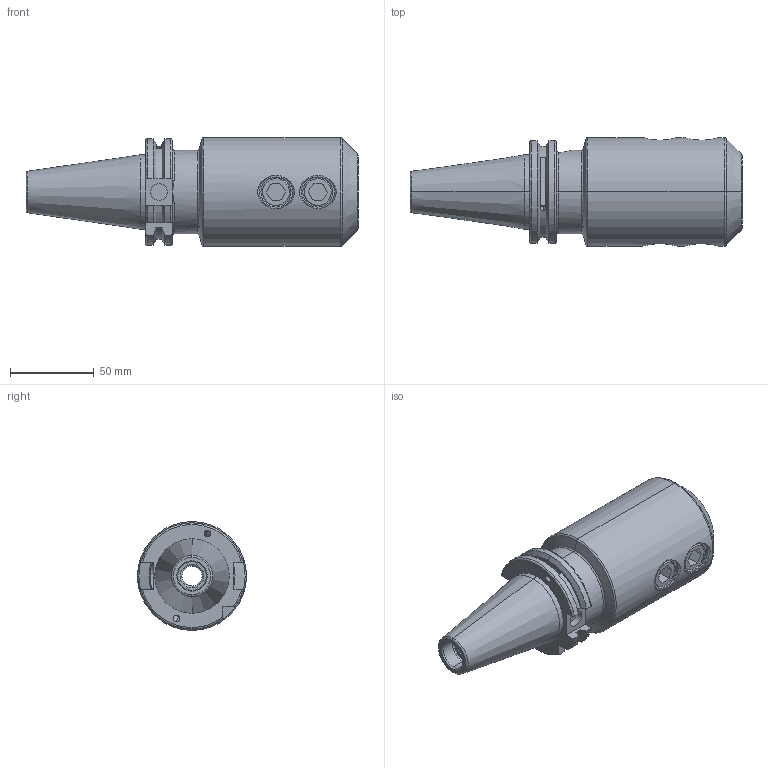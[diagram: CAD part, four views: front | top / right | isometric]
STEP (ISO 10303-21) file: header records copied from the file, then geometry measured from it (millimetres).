
FILE_DESCRIPTION (( 'STEP AP203' ), '1' );
FILE_NAME ('91406-WE725130.STEP', '2017-08-19T09:27:53', ( '' ), ( '' ), 'SwSTEP 2.0', 'SolidWorks 2009', '' );
FILE_SCHEMA (( 'CONFIG_CONTROL_DESIGN' ));
Length unit declared in the file: millimetre
Products named in the file (4): SK40EM25130FWW; Copy of M4X4_DIN 913 - M4 x 4-N; GS-M18X2X20; 91406-WE725130
Assembly tree (5 placements, depth 2):
  91406-WE725130
    SK40EM25130FWW
    Copy of M4X4_DIN 913 - M4 x 4-N  x2
    GS-M18X2X20  x2
Bounding box: 198.4 x 65 x 65 mm (x, y, z)
Volume: 393881.8 mm3; surface area: 56389.2 mm2
Topology: 5 solids, 5 shells, 197 faces, 471 edges, 295 vertices
Faces by surface type: plane 69, cylinder 53, cone 42, torus 23, bspline 6, sphere 4
Entity records: 6370 total; most frequent: CARTESIAN_POINT 1968, DIRECTION 846, ORIENTED_EDGE 810, EDGE_CURVE 405, AXIS2_PLACEMENT_3D 339, VERTEX_POINT 255, EDGE_LOOP 192, CIRCLE 170
